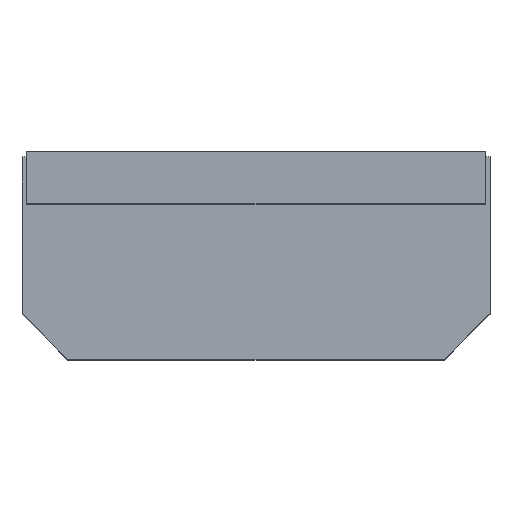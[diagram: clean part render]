
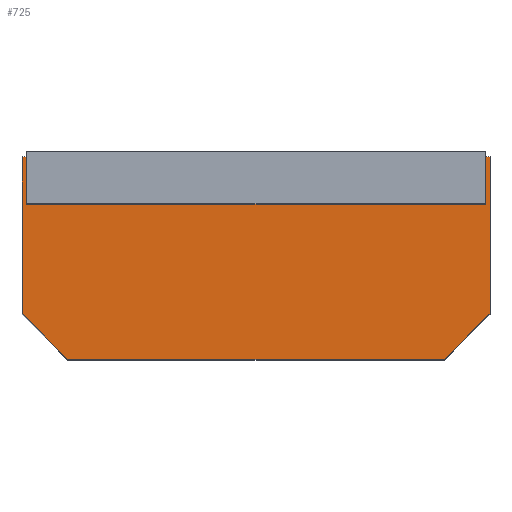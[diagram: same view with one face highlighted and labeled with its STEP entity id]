
A CAD part, top view. The second image highlights one B-rep face of the part: STEP entity #725.
In plain terms, the highlighted planar face has unit normal (0, 0, 1).
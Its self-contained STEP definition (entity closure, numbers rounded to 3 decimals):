
#587 = VERTEX_POINT('',#588);
#588 = CARTESIAN_POINT('',(4.216,-1.879,9.449));
#594 = EDGE_CURVE('',#595,#587,#597,.T.);
#595 = VERTEX_POINT('',#596);
#596 = CARTESIAN_POINT('',(-4.136,-1.879,9.449));
#597 = LINE('',#598,#599);
#598 = CARTESIAN_POINT('',(-4.136,-1.879,9.449));
#599 = VECTOR('',#600,1.);
#600 = DIRECTION('',(1.,0.,0.));
#618 = VERTEX_POINT('',#619);
#619 = CARTESIAN_POINT('',(5.234,-0.86,9.449));
#625 = EDGE_CURVE('',#587,#618,#626,.T.);
#626 = LINE('',#627,#628);
#627 = CARTESIAN_POINT('',(4.216,-1.879,9.449));
#628 = VECTOR('',#629,1.);
#629 = DIRECTION('',(0.707,0.707,0.));
#642 = VERTEX_POINT('',#643);
#643 = CARTESIAN_POINT('',(5.234,2.617,9.449));
#649 = EDGE_CURVE('',#618,#642,#650,.T.);
#650 = LINE('',#651,#652);
#651 = CARTESIAN_POINT('',(5.234,-0.86,9.449));
#652 = VECTOR('',#653,1.);
#653 = DIRECTION('',(0.,1.,0.));
#666 = VERTEX_POINT('',#667);
#667 = CARTESIAN_POINT('',(-5.154,2.617,9.449));
#673 = EDGE_CURVE('',#642,#666,#674,.T.);
#674 = LINE('',#675,#676);
#675 = CARTESIAN_POINT('',(5.234,2.617,9.449));
#676 = VECTOR('',#677,1.);
#677 = DIRECTION('',(-1.,0.,0.));
#690 = VERTEX_POINT('',#691);
#691 = CARTESIAN_POINT('',(-5.154,-0.86,9.449));
#697 = EDGE_CURVE('',#666,#690,#698,.T.);
#698 = LINE('',#699,#700);
#699 = CARTESIAN_POINT('',(-5.154,2.617,9.449));
#700 = VECTOR('',#701,1.);
#701 = DIRECTION('',(0.,-1.,0.));
#714 = EDGE_CURVE('',#690,#595,#715,.T.);
#715 = LINE('',#716,#717);
#716 = CARTESIAN_POINT('',(-5.154,-0.86,9.449));
#717 = VECTOR('',#718,1.);
#718 = DIRECTION('',(0.707,-0.707,0.));
#725 = ADVANCED_FACE('',(#726),#734,.T.);
#726 = FACE_BOUND('',#727,.T.);
#727 = EDGE_LOOP('',(#728,#729,#730,#731,#732,#733));
#728 = ORIENTED_EDGE('',*,*,#673,.T.);
#729 = ORIENTED_EDGE('',*,*,#697,.T.);
#730 = ORIENTED_EDGE('',*,*,#714,.T.);
#731 = ORIENTED_EDGE('',*,*,#594,.T.);
#732 = ORIENTED_EDGE('',*,*,#625,.T.);
#733 = ORIENTED_EDGE('',*,*,#649,.T.);
#734 = PLANE('',#735);
#735 = AXIS2_PLACEMENT_3D('',#736,#737,#738);
#736 = CARTESIAN_POINT('',(5.234,2.617,9.449));
#737 = DIRECTION('',(0.,0.,1.));
#738 = DIRECTION('',(0.,1.,0.));
